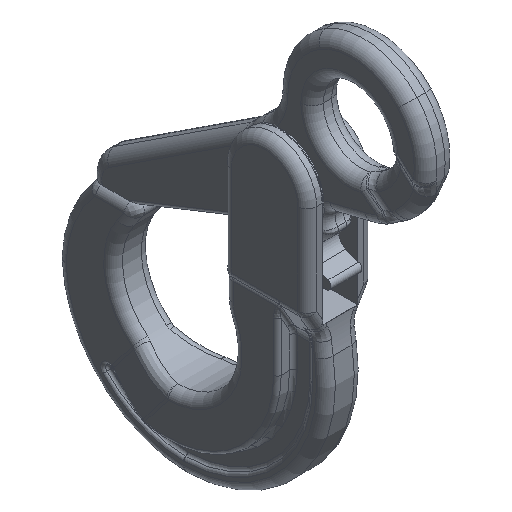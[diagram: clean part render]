
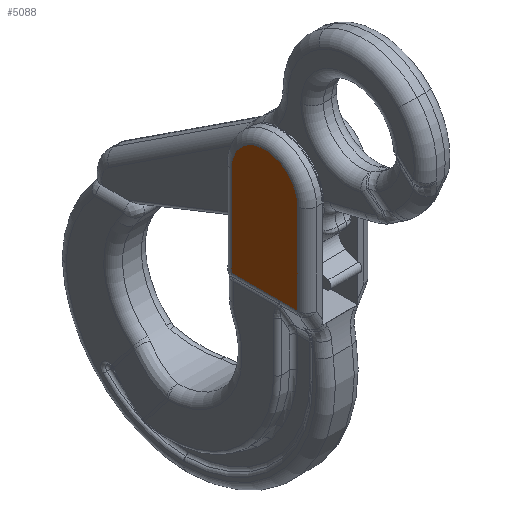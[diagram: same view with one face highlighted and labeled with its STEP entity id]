
A CAD part, isometric view. The second image highlights one B-rep face of the part: STEP entity #5088.
In plain terms, the highlighted planar face has unit normal (-1, 0, 0).
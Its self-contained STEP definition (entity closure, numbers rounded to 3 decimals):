
#4323=CARTESIAN_POINT('Vertex',(-17.5,-17.6,-48.07)) ;
#4351=CARTESIAN_POINT('Vertex',(-17.5,-17.6,0.)) ;
#4354=CARTESIAN_POINT('Line Origine',(-17.5,-17.6,-15.295)) ;
#4375=CARTESIAN_POINT('Vertex',(-17.5,17.6,0.)) ;
#4378=CARTESIAN_POINT('Axis2P3D Location',(-17.5,0.,0.)) ;
#4406=CARTESIAN_POINT('Vertex',(-17.5,17.6,-48.122)) ;
#4409=CARTESIAN_POINT('Line Origine',(-17.5,17.6,-18.92)) ;
#4949=CARTESIAN_POINT('Vertex',(-17.5,-5.8,-48.122)) ;
#4965=CARTESIAN_POINT('Line Origine',(-17.5,-0.044,-48.07)) ;
#4969=CARTESIAN_POINT('Vertex',(-17.5,-5.8,-48.07)) ;
#4972=CARTESIAN_POINT('Axis2P3D Location',(-12.5,-5.8,-48.07)) ;
#5070=CARTESIAN_POINT('Axis2P3D Location',(-17.5,0.,0.)) ;
#5075=CARTESIAN_POINT('Line Origine',(-17.5,5.9,-48.122)) ;
#4355=DIRECTION('Vector Direction',(0.,0.,1.)) ;
#4379=DIRECTION('Axis2P3D Direction',(1.,-0.,0.)) ;
#4410=DIRECTION('Vector Direction',(0.,0.,-1.)) ;
#4966=DIRECTION('Vector Direction',(0.,-1.,0.)) ;
#4973=DIRECTION('Axis2P3D Direction',(0.,-1.,-0.)) ;
#5071=DIRECTION('Axis2P3D Direction',(1.,0.,0.)) ;
#5072=DIRECTION('Axis2P3D XDirection',(0.,1.,0.)) ;
#5076=DIRECTION('Vector Direction',(0.,-1.,0.)) ;
#4380=AXIS2_PLACEMENT_3D('Circle Axis2P3D',#4378,#4379,$) ;
#4974=AXIS2_PLACEMENT_3D('Circle Axis2P3D',#4972,#4973,$) ;
#5073=AXIS2_PLACEMENT_3D('Plane Axis2P3D',#5070,#5071,#5072) ;
#5081=ORIENTED_EDGE('',*,*,#4358,.T.) ;
#5082=ORIENTED_EDGE('',*,*,#4382,.T.) ;
#5083=ORIENTED_EDGE('',*,*,#4413,.T.) ;
#5084=ORIENTED_EDGE('',*,*,#5079,.F.) ;
#5085=ORIENTED_EDGE('',*,*,#4976,.T.) ;
#5086=ORIENTED_EDGE('',*,*,#4971,.F.) ;
#4356=VECTOR('Line Direction',#4355,1.) ;
#4411=VECTOR('Line Direction',#4410,1.) ;
#4967=VECTOR('Line Direction',#4966,1.) ;
#5077=VECTOR('Line Direction',#5076,1.) ;
#5088=ADVANCED_FACE('\X2\51434EF6672C9AD4\X0\',(#5087),#5074,.F.) ;
#4381=CIRCLE('generated circle',#4380,17.6) ;
#4975=CIRCLE('generated circle',#4974,5.) ;
#4358=EDGE_CURVE('',#4324,#4352,#4357,.T.) ;
#4382=EDGE_CURVE('',#4352,#4376,#4381,.F.) ;
#4413=EDGE_CURVE('',#4376,#4407,#4412,.T.) ;
#4971=EDGE_CURVE('',#4324,#4970,#4968,.F.) ;
#4976=EDGE_CURVE('',#4950,#4970,#4975,.F.) ;
#5079=EDGE_CURVE('',#4950,#4407,#5078,.F.) ;
#5080=EDGE_LOOP('',(#5081,#5082,#5083,#5084,#5085,#5086)) ;
#5087=FACE_OUTER_BOUND('',#5080,.T.) ;
#4357=LINE('Line',#4354,#4356) ;
#4412=LINE('Line',#4409,#4411) ;
#4968=LINE('Line',#4965,#4967) ;
#5078=LINE('Line',#5075,#5077) ;
#5074=PLANE('',#5073) ;
#4324=VERTEX_POINT('',#4323) ;
#4352=VERTEX_POINT('',#4351) ;
#4376=VERTEX_POINT('',#4375) ;
#4407=VERTEX_POINT('',#4406) ;
#4950=VERTEX_POINT('',#4949) ;
#4970=VERTEX_POINT('',#4969) ;
